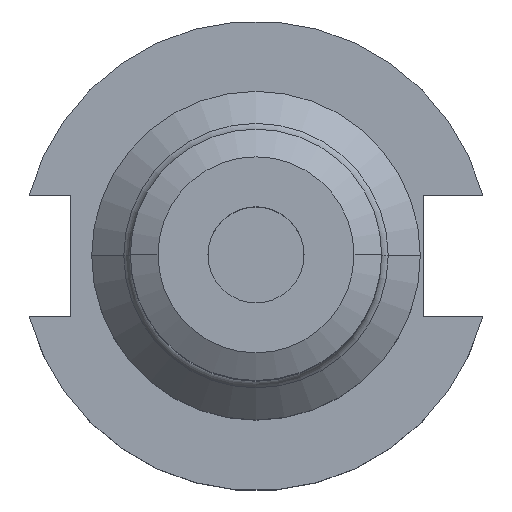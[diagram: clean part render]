
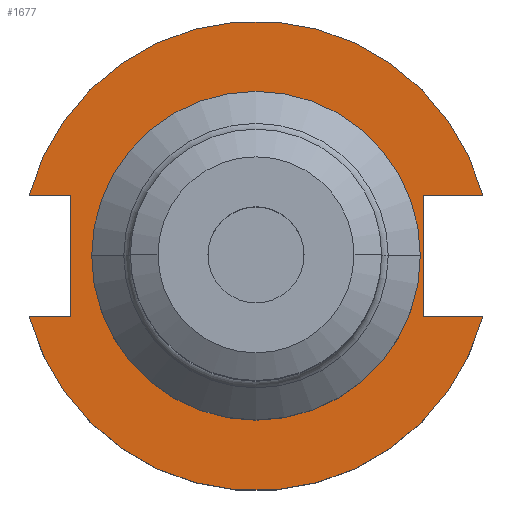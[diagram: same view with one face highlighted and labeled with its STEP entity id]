
A CAD part, top view. The second image highlights one B-rep face of the part: STEP entity #1677.
In plain terms, the highlighted planar face has unit normal (0, 0, 1).
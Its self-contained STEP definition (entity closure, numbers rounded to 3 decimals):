
#5 = VECTOR ( 'NONE', #1420, 1000. ) ;
#80 = VECTOR ( 'NONE', #1380, 1000. ) ;
#117 = CARTESIAN_POINT ( 'NONE',  ( -61.091, 8.191, 19.05 ) ) ;
#135 = ORIENTED_EDGE ( 'NONE', *, *, #1765, .T. ) ;
#146 = CARTESIAN_POINT ( 'NONE',  ( -25.091, -8.191, 19.05 ) ) ;
#157 = DIRECTION ( 'NONE',  ( 0., -1., 0. ) ) ;
#178 = LINE ( 'NONE', #1209, #80 ) ;
#199 = EDGE_CURVE ( 'NONE', #787, #557, #590, .T. ) ;
#227 = VERTEX_POINT ( 'NONE', #304 ) ;
#253 = ORIENTED_EDGE ( 'NONE', *, *, #692, .F. ) ;
#304 = CARTESIAN_POINT ( 'NONE',  ( -30.675, -8.191, 19.05 ) ) ;
#310 = CARTESIAN_POINT ( 'NONE',  ( -25.091, 8.191, 19.05 ) ) ;
#317 = PLANE ( 'NONE',  #1220 ) ;
#323 = FACE_BOUND ( 'NONE', #493, .T. ) ;
#334 = CARTESIAN_POINT ( 'NONE',  ( 30.675, -8.191, 19.05 ) ) ;
#355 = ORIENTED_EDGE ( 'NONE', *, *, #358, .T. ) ;
#358 = EDGE_CURVE ( 'NONE', #1098, #787, #1418, .T. ) ;
#380 = ORIENTED_EDGE ( 'NONE', *, *, #199, .T. ) ;
#410 = CIRCLE ( 'NONE', #439, 31.75 ) ;
#439 = AXIS2_PLACEMENT_3D ( 'NONE', #1407, #1488, #786 ) ;
#448 = DIRECTION ( 'NONE',  ( 1., 0., 0. ) ) ;
#463 = DIRECTION ( 'NONE',  ( 0., 0., 1. ) ) ;
#479 = VECTOR ( 'NONE', #824, 1000. ) ;
#493 = EDGE_LOOP ( 'NONE', ( #848, #1251 ) ) ;
#495 = VERTEX_POINT ( 'NONE', #1082 ) ;
#511 = LINE ( 'NONE', #796, #845 ) ;
#519 = CARTESIAN_POINT ( 'NONE',  ( -25.091, 8.191, 19.05 ) ) ;
#557 = VERTEX_POINT ( 'NONE', #146 ) ;
#570 = EDGE_CURVE ( 'NONE', #622, #1446, #763, .T. ) ;
#590 = LINE ( 'NONE', #310, #966 ) ;
#606 = ORIENTED_EDGE ( 'NONE', *, *, #1636, .T. ) ;
#622 = VERTEX_POINT ( 'NONE', #1199 ) ;
#644 = CARTESIAN_POINT ( 'NONE',  ( -61.091, -8.191, 19.05 ) ) ;
#661 = AXIS2_PLACEMENT_3D ( 'NONE', #758, #463, #1172 ) ;
#690 = DIRECTION ( 'NONE',  ( 1., 0., 0. ) ) ;
#692 = EDGE_CURVE ( 'NONE', #227, #557, #1292, .T. ) ;
#709 = FACE_OUTER_BOUND ( 'NONE', #746, .T. ) ;
#745 = CARTESIAN_POINT ( 'NONE',  ( 0., 22.225, 19.05 ) ) ;
#746 = EDGE_LOOP ( 'NONE', ( #380, #253, #1873, #1060, #135, #1021, #606, #355 ) ) ;
#750 = CARTESIAN_POINT ( 'NONE',  ( 30.675, 8.191, 19.05 ) ) ;
#758 = CARTESIAN_POINT ( 'NONE',  ( 0., 0., 19.05 ) ) ;
#761 = EDGE_CURVE ( 'NONE', #934, #1366, #511, .T. ) ;
#763 = CIRCLE ( 'NONE', #994, 22.225 ) ;
#764 = DIRECTION ( 'NONE',  ( -1., 0., 0. ) ) ;
#786 = DIRECTION ( 'NONE',  ( 1., 0., 0. ) ) ;
#787 = VERTEX_POINT ( 'NONE', #519 ) ;
#796 = CARTESIAN_POINT ( 'NONE',  ( 0., 8.191, 19.05 ) ) ;
#800 = EDGE_CURVE ( 'NONE', #227, #1668, #410, .T. ) ;
#811 = CARTESIAN_POINT ( 'NONE',  ( 22.606, 22.225, 19.05 ) ) ;
#824 = DIRECTION ( 'NONE',  ( 0., 1., 0. ) ) ;
#845 = VECTOR ( 'NONE', #764, 1000. ) ;
#848 = ORIENTED_EDGE ( 'NONE', *, *, #570, .F. ) ;
#863 = LINE ( 'NONE', #811, #479 ) ;
#875 = VECTOR ( 'NONE', #690, 1000. ) ;
#891 = CARTESIAN_POINT ( 'NONE',  ( -22.225, 0., 19.05 ) ) ;
#934 = VERTEX_POINT ( 'NONE', #750 ) ;
#966 = VECTOR ( 'NONE', #157, 1000. ) ;
#984 = EDGE_CURVE ( 'NONE', #495, #1668, #178, .T. ) ;
#994 = AXIS2_PLACEMENT_3D ( 'NONE', #1789, #1388, #1642 ) ;
#1021 = ORIENTED_EDGE ( 'NONE', *, *, #761, .F. ) ;
#1028 = AXIS2_PLACEMENT_3D ( 'NONE', #1453, #1882, #448 ) ;
#1060 = ORIENTED_EDGE ( 'NONE', *, *, #984, .F. ) ;
#1082 = CARTESIAN_POINT ( 'NONE',  ( 22.606, -8.191, 19.05 ) ) ;
#1098 = VERTEX_POINT ( 'NONE', #1594 ) ;
#1172 = DIRECTION ( 'NONE',  ( 1., 0., 0. ) ) ;
#1199 = CARTESIAN_POINT ( 'NONE',  ( 22.225, 0., 19.05 ) ) ;
#1209 = CARTESIAN_POINT ( 'NONE',  ( 0., -8.191, 19.05 ) ) ;
#1220 = AXIS2_PLACEMENT_3D ( 'NONE', #745, #1477, #1344 ) ;
#1251 = ORIENTED_EDGE ( 'NONE', *, *, #1389, .F. ) ;
#1292 = LINE ( 'NONE', #644, #875 ) ;
#1337 = CARTESIAN_POINT ( 'NONE',  ( 22.606, 8.191, 19.05 ) ) ;
#1344 = DIRECTION ( 'NONE',  ( -1., 0., 0. ) ) ;
#1366 = VERTEX_POINT ( 'NONE', #1337 ) ;
#1380 = DIRECTION ( 'NONE',  ( 1., 0., 0. ) ) ;
#1388 = DIRECTION ( 'NONE',  ( 0., 0., 1. ) ) ;
#1389 = EDGE_CURVE ( 'NONE', #1446, #622, #1791, .T. ) ;
#1407 = CARTESIAN_POINT ( 'NONE',  ( 0., 0., 19.05 ) ) ;
#1418 = LINE ( 'NONE', #117, #5 ) ;
#1420 = DIRECTION ( 'NONE',  ( 1., 0., 0. ) ) ;
#1446 = VERTEX_POINT ( 'NONE', #891 ) ;
#1453 = CARTESIAN_POINT ( 'NONE',  ( 0., 0., 19.05 ) ) ;
#1469 = CIRCLE ( 'NONE', #661, 31.75 ) ;
#1477 = DIRECTION ( 'NONE',  ( 0., 0., -1. ) ) ;
#1488 = DIRECTION ( 'NONE',  ( 0., 0., 1. ) ) ;
#1594 = CARTESIAN_POINT ( 'NONE',  ( -30.675, 8.191, 19.05 ) ) ;
#1636 = EDGE_CURVE ( 'NONE', #934, #1098, #1469, .T. ) ;
#1642 = DIRECTION ( 'NONE',  ( 1., 0., 0. ) ) ;
#1668 = VERTEX_POINT ( 'NONE', #334 ) ;
#1677 = ADVANCED_FACE ( 'NONE', ( #323, #709 ), #317, .F. ) ;
#1765 = EDGE_CURVE ( 'NONE', #495, #1366, #863, .T. ) ;
#1789 = CARTESIAN_POINT ( 'NONE',  ( 0., 0., 19.05 ) ) ;
#1791 = CIRCLE ( 'NONE', #1028, 22.225 ) ;
#1873 = ORIENTED_EDGE ( 'NONE', *, *, #800, .T. ) ;
#1882 = DIRECTION ( 'NONE',  ( 0., 0., 1. ) ) ;
